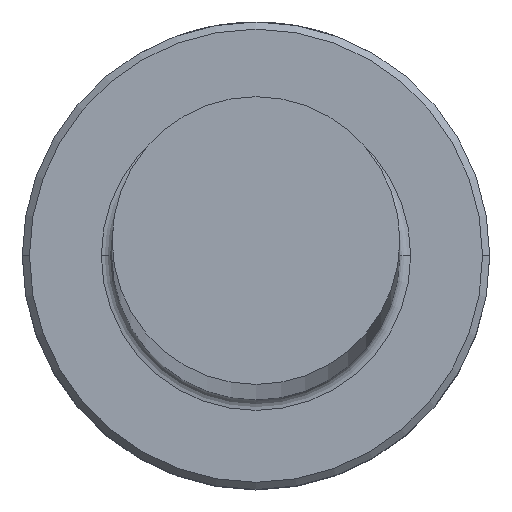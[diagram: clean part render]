
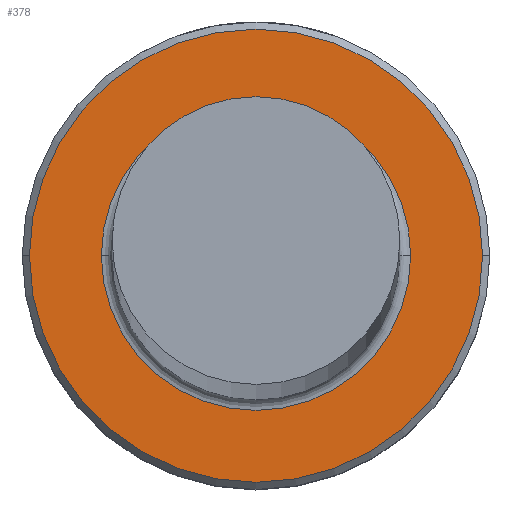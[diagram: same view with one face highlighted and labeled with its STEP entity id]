
A CAD part, top view. The second image highlights one B-rep face of the part: STEP entity #378.
In plain terms, the highlighted planar face has unit normal (0, 0, 1).
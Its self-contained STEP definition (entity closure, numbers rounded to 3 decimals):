
#56 = CARTESIAN_POINT ( 'NONE',  ( 4.3, 0., 8. ) ) ;
#59 = DIRECTION ( 'NONE',  ( -1., 0., 0. ) ) ;
#63 = CIRCLE ( 'NONE', #169, 4.3 ) ;
#66 = ORIENTED_EDGE ( 'NONE', *, *, #833, .T. ) ;
#135 = VERTEX_POINT ( 'NONE', #345 ) ;
#143 = DIRECTION ( 'NONE',  ( 0., 0., 1. ) ) ;
#169 = AXIS2_PLACEMENT_3D ( 'NONE', #227, #882, #319 ) ;
#180 = EDGE_LOOP ( 'NONE', ( #971, #66 ) ) ;
#195 = FACE_BOUND ( 'NONE', #599, .T. ) ;
#227 = CARTESIAN_POINT ( 'NONE',  ( 0., 0., 8. ) ) ;
#308 = AXIS2_PLACEMENT_3D ( 'NONE', #527, #1167, #614 ) ;
#319 = DIRECTION ( 'NONE',  ( -1., 0., 0. ) ) ;
#345 = CARTESIAN_POINT ( 'NONE',  ( -4.3, 0., 8. ) ) ;
#355 = ORIENTED_EDGE ( 'NONE', *, *, #756, .T. ) ;
#368 = CIRCLE ( 'NONE', #1191, 4.3 ) ;
#378 = ADVANCED_FACE ( 'NONE', ( #1178, #195 ), #1067, .T. ) ;
#473 = VERTEX_POINT ( 'NONE', #814 ) ;
#527 = CARTESIAN_POINT ( 'NONE',  ( 0., 0., 8. ) ) ;
#599 = EDGE_LOOP ( 'NONE', ( #960, #355 ) ) ;
#600 = DIRECTION ( 'NONE',  ( 0., 0., -1. ) ) ;
#614 = DIRECTION ( 'NONE',  ( 1., 0., 0. ) ) ;
#686 = CARTESIAN_POINT ( 'NONE',  ( 0., 0., 8. ) ) ;
#720 = EDGE_CURVE ( 'NONE', #1193, #473, #959, .T. ) ;
#749 = VERTEX_POINT ( 'NONE', #56 ) ;
#756 = EDGE_CURVE ( 'NONE', #749, #135, #368, .T. ) ;
#787 = DIRECTION ( 'NONE',  ( 1., 0., 0. ) ) ;
#814 = CARTESIAN_POINT ( 'NONE',  ( 6.3, 0., 8. ) ) ;
#833 = EDGE_CURVE ( 'NONE', #473, #1193, #903, .T. ) ;
#846 = AXIS2_PLACEMENT_3D ( 'NONE', #1053, #1040, #968 ) ;
#882 = DIRECTION ( 'NONE',  ( 0., 0., -1. ) ) ;
#903 = CIRCLE ( 'NONE', #308, 6.3 ) ;
#959 = CIRCLE ( 'NONE', #962, 6.3 ) ;
#960 = ORIENTED_EDGE ( 'NONE', *, *, #1158, .T. ) ;
#962 = AXIS2_PLACEMENT_3D ( 'NONE', #686, #143, #787 ) ;
#968 = DIRECTION ( 'NONE',  ( 1., 0., 0. ) ) ;
#971 = ORIENTED_EDGE ( 'NONE', *, *, #720, .T. ) ;
#1040 = DIRECTION ( 'NONE',  ( 0., 0., 1. ) ) ;
#1053 = CARTESIAN_POINT ( 'NONE',  ( 0., 0., 8. ) ) ;
#1067 = PLANE ( 'NONE',  #846 ) ;
#1075 = CARTESIAN_POINT ( 'NONE',  ( -6.3, 0., 8. ) ) ;
#1152 = CARTESIAN_POINT ( 'NONE',  ( 0., 0., 8. ) ) ;
#1158 = EDGE_CURVE ( 'NONE', #135, #749, #63, .T. ) ;
#1167 = DIRECTION ( 'NONE',  ( 0., 0., 1. ) ) ;
#1178 = FACE_OUTER_BOUND ( 'NONE', #180, .T. ) ;
#1191 = AXIS2_PLACEMENT_3D ( 'NONE', #1152, #600, #59 ) ;
#1193 = VERTEX_POINT ( 'NONE', #1075 ) ;
